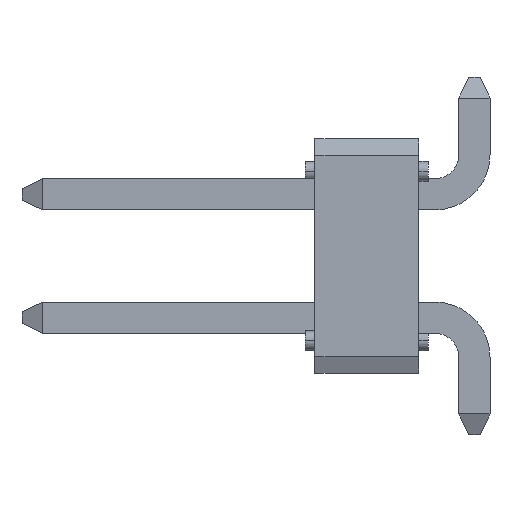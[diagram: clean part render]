
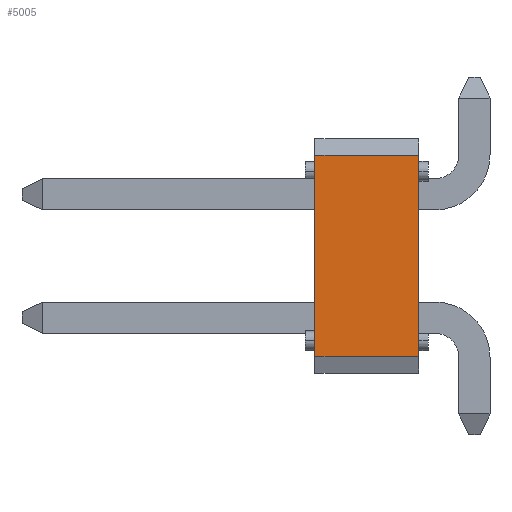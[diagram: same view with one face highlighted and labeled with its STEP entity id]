
A CAD part, front view. The second image highlights one B-rep face of the part: STEP entity #5005.
In plain terms, the highlighted planar face has unit normal (0, -1, 0).
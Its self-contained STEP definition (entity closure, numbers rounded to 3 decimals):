
#369=DIRECTION('',(1.,0.,0.));
#370=VECTOR('',#369,2.14);
#371=CARTESIAN_POINT('',(0.,-12.7,-2.075));
#372=LINE('3266',#371,#370);
#377=DIRECTION('',(0.,0.,1.));
#378=VECTOR('',#377,4.15);
#379=CARTESIAN_POINT('',(0.,-12.7,-2.075));
#380=LINE('3035',#379,#378);
#381=DIRECTION('',(1.,0.,0.));
#382=VECTOR('',#381,2.14);
#383=CARTESIAN_POINT('',(0.,-12.7,2.075));
#384=LINE('3267',#383,#382);
#385=DIRECTION('',(0.,0.,-1.));
#386=VECTOR('',#385,4.15);
#387=CARTESIAN_POINT('',(2.14,-12.7,2.075));
#388=LINE('3125',#387,#386);
#3615=CARTESIAN_POINT('',(0.,-12.7,2.075));
#3616=VERTEX_POINT('',#3615);
#3617=CARTESIAN_POINT('',(0.,-12.7,-2.075));
#3618=VERTEX_POINT('',#3617);
#3707=CARTESIAN_POINT('',(2.14,-12.7,-2.075));
#3708=VERTEX_POINT('',#3707);
#3709=CARTESIAN_POINT('',(2.14,-12.7,2.075));
#3710=VERTEX_POINT('',#3709);
#4992=CARTESIAN_POINT('',(1.07,-12.7,0.));
#4993=DIRECTION('',(0.,1.,0.));
#4994=DIRECTION('',(0.,0.,-1.));
#4995=AXIS2_PLACEMENT_3D('',#4992,#4993,#4994);
#4996=PLANE('3890',#4995);
#4997=ORIENTED_EDGE('3266',*,*,#4984,.F.);
#4998=ORIENTED_EDGE('3035',*,*,#4708,.T.);
#5000=ORIENTED_EDGE('3267',*,*,#4999,.T.);
#5002=ORIENTED_EDGE('3125',*,*,#5001,.T.);
#5003=EDGE_LOOP('3890',(#4997,#4998,#5000,#5002));
#5004=FACE_OUTER_BOUND('3890',#5003,.F.);
#5005=ADVANCED_FACE('3890',(#5004),#4996,.F.);
#4708=EDGE_CURVE('3035',#3618,#3616,#380,.T.);
#4984=EDGE_CURVE('3266',#3618,#3708,#372,.T.);
#4999=EDGE_CURVE('3267',#3616,#3710,#384,.T.);
#5001=EDGE_CURVE('3125',#3710,#3708,#388,.T.);
